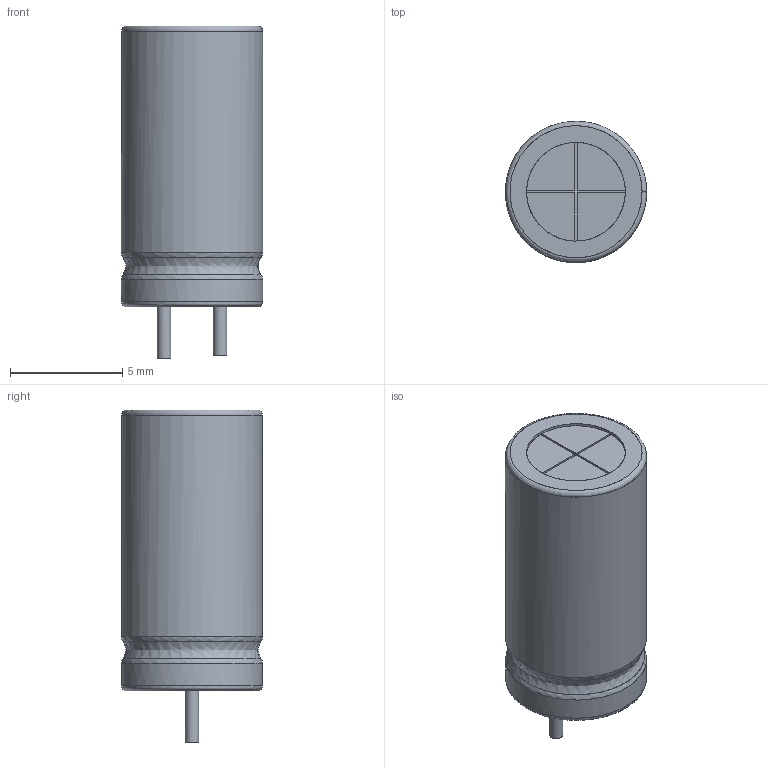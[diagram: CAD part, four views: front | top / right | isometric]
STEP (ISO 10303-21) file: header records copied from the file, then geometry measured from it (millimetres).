
FILE_DESCRIPTION(('FreeCAD Model'),'2;1');
FILE_NAME('Open CASCADE Shape Model','2022-05-10T16:26:49',(''),(''), 'Open CASCADE STEP processor 7.5','FreeCAD','Unknown');
FILE_SCHEMA(('AUTOMOTIVE_DESIGN { 1 0 10303 214 1 1 1 1 }'));
Length unit declared in the file: millimetre
Products named in the file (1): CAP_RAD_D6_3_H12_5_P2_5
Bounding box: 6.3 x 6.3 x 14.82 mm (x, y, z)
Surface area: 356.6 mm2 (no closed solid volume)
Topology: 0 solids, 32 shells, 32 faces, 188 edges, 180 vertices
Faces by surface type: bspline 32
Entity records: 2216 total; most frequent: CARTESIAN_POINT 1088, ORIENTED_EDGE 188, EDGE_CURVE 188, VERTEX_POINT 180, B_SPLINE_CURVE_WITH_KNOTS 78, FACE_BOUND 36, EDGE_LOOP 36, SHELL_BASED_SURFACE_MODEL 32
